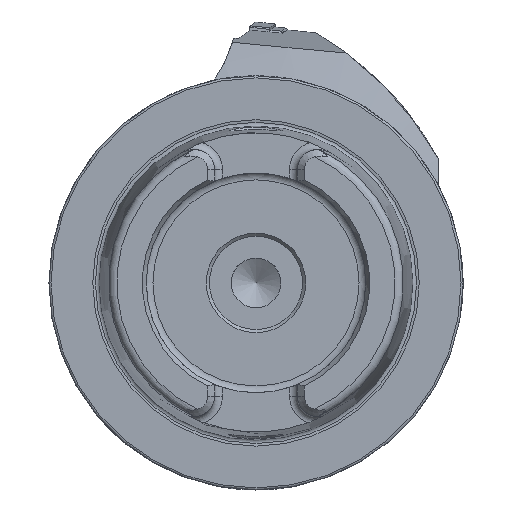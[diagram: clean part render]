
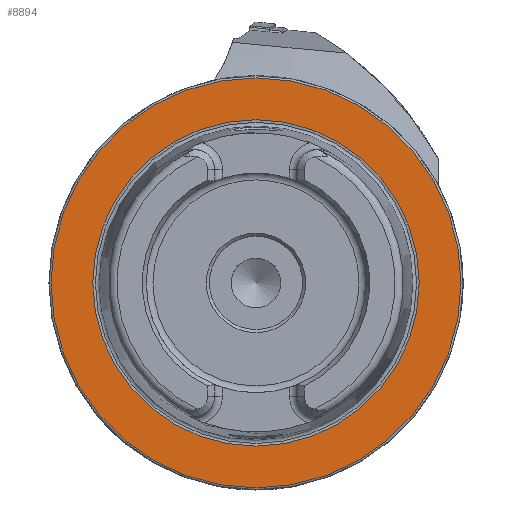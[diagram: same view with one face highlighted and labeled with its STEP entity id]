
A CAD part, left-side view. The second image highlights one B-rep face of the part: STEP entity #8894.
In plain terms, the highlighted planar face has unit normal (-1, 0, 0).
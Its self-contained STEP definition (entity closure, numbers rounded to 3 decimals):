
#327 = EDGE_CURVE ( 'NONE', #5613, #5613, #6386, .T. ) ;
#395 = PLANE ( 'NONE',  #12166 ) ;
#2078 = VERTEX_POINT ( 'NONE', #8193 ) ;
#2569 = DIRECTION ( 'NONE',  ( 1., 0., 0. ) ) ;
#3432 = FACE_BOUND ( 'NONE', #13503, .T. ) ;
#4666 = FACE_OUTER_BOUND ( 'NONE', #5061, .T. ) ;
#4861 = DIRECTION ( 'NONE',  ( 0., 0., -1. ) ) ;
#5061 = EDGE_LOOP ( 'NONE', ( #12396 ) ) ;
#5272 = DIRECTION ( 'NONE',  ( 0., 0., 1. ) ) ;
#5613 = VERTEX_POINT ( 'NONE', #10213 ) ;
#6386 = CIRCLE ( 'NONE', #8472, 49.5 ) ;
#6510 = CARTESIAN_POINT ( 'NONE',  ( 0., 0., 0. ) ) ;
#8022 = ORIENTED_EDGE ( 'NONE', *, *, #12266, .F. ) ;
#8193 = CARTESIAN_POINT ( 'NONE',  ( 0., 0., 39.405 ) ) ;
#8472 = AXIS2_PLACEMENT_3D ( 'NONE', #14537, #12150, #14443 ) ;
#8616 = AXIS2_PLACEMENT_3D ( 'NONE', #6510, #11028, #5272 ) ;
#8894 = ADVANCED_FACE ( 'NONE', ( #3432, #4666 ), #395, .F. ) ;
#9406 = CARTESIAN_POINT ( 'NONE',  ( 0., 49.5, 0. ) ) ;
#10213 = CARTESIAN_POINT ( 'NONE',  ( 0., 0., 49.5 ) ) ;
#11028 = DIRECTION ( 'NONE',  ( -1., 0., 0. ) ) ;
#12150 = DIRECTION ( 'NONE',  ( -1., 0., 0. ) ) ;
#12166 = AXIS2_PLACEMENT_3D ( 'NONE', #9406, #2569, #4861 ) ;
#12266 = EDGE_CURVE ( 'NONE', #2078, #2078, #12707, .T. ) ;
#12396 = ORIENTED_EDGE ( 'NONE', *, *, #327, .T. ) ;
#12707 = CIRCLE ( 'NONE', #8616, 39.405 ) ;
#13503 = EDGE_LOOP ( 'NONE', ( #8022 ) ) ;
#14443 = DIRECTION ( 'NONE',  ( 0., 0., 1. ) ) ;
#14537 = CARTESIAN_POINT ( 'NONE',  ( 0., 0., 0. ) ) ;
